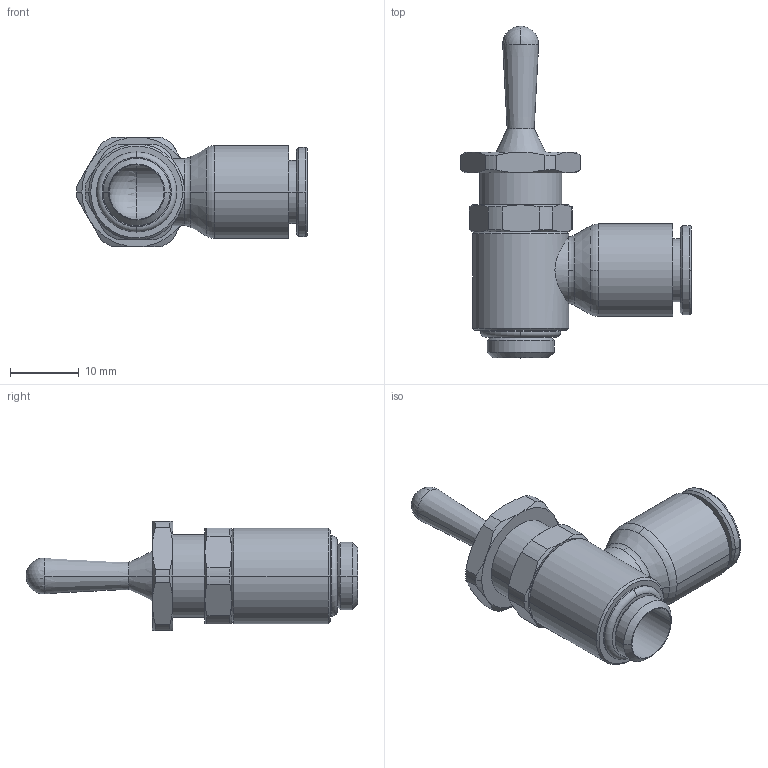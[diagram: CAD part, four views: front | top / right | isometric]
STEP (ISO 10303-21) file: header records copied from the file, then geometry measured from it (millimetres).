
FILE_DESCRIPTION(('STEP AP214'),'1');
FILE_NAME('7802_08_10.stp','2016-07-07T14:59:02',('TraceParts'),('TraceParts S.A.'),'Spatial InterOp 3D',' ',' ');
FILE_SCHEMA(('automotive_design'));
Length unit declared in the file: millimetre
Products named in the file (2): 1; 2
Bounding box: 33.65 x 48.43 x 16 mm (x, y, z)
Volume: 5205.6 mm3; surface area: 4044.5 mm2
Topology: 2 solids, 2 shells, 126 faces, 300 edges, 179 vertices
Faces by surface type: cone 54, cylinder 36, plane 23, torus 10, sphere 3
Entity records: 3761 total; most frequent: CARTESIAN_POINT 860, DIRECTION 663, ORIENTED_EDGE 588, EDGE_CURVE 294, AXIS2_PLACEMENT_3D 292, VERTEX_POINT 179, CIRCLE 162, EDGE_LOOP 137
